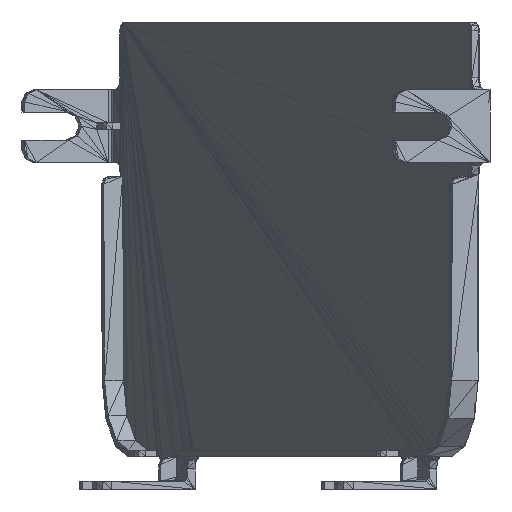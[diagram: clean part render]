
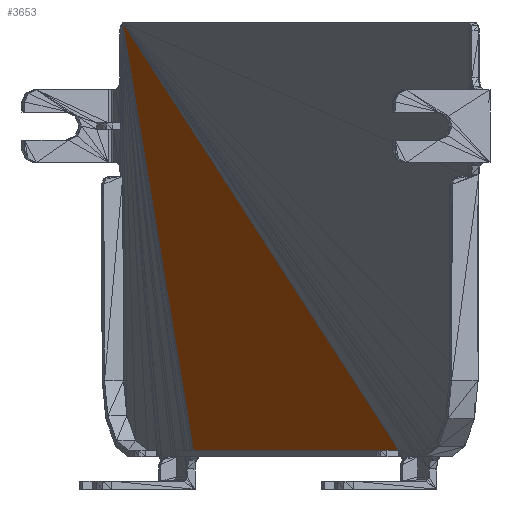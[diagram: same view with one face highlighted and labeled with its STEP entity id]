
A CAD part, front view. The second image highlights one B-rep face of the part: STEP entity #3653.
In plain terms, the highlighted planar face has unit normal (-0.94, -0.342, 0).
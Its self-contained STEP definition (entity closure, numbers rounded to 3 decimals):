
#2667 = VERTEX_POINT('',#2668);
#2668 = CARTESIAN_POINT('',(-342.485,-6889.83,
    288.61));
#2715 = PLANE('',#2716);
#2716 = AXIS2_PLACEMENT_3D('',#2717,#2718,#2719);
#2717 = CARTESIAN_POINT('',(-306.313,-6989.211,
    233.867));
#2718 = DIRECTION('',(-0.94,-0.342,
    0.));
#2719 = DIRECTION('',(0.342,-0.94,0.)
  );
#2810 = EDGE_CURVE('',#2667,#2811,#2813,.T.);
#2811 = VERTEX_POINT('',#2812);
#2812 = CARTESIAN_POINT('',(-274.181,-7077.493,
    182.81));
#2813 = SURFACE_CURVE('',#2814,(#2818,#2825),.PCURVE_S1.);
#2814 = LINE('',#2815,#2816);
#2815 = CARTESIAN_POINT('',(-342.485,-6889.83,
    288.61));
#2816 = VECTOR('',#2817,1.);
#2817 = DIRECTION('',(0.302,-0.83,-0.468));
#2818 = PCURVE('',#2715,#2819);
#2819 = DEFINITIONAL_REPRESENTATION('',(#2820),#2824);
#2820 = LINE('',#2821,#2822);
#2821 = CARTESIAN_POINT('',(-105.759,54.744));
#2822 = VECTOR('',#2823,1.);
#2823 = DIRECTION('',(0.884,-0.468));
#2824 = ( GEOMETRIC_REPRESENTATION_CONTEXT(2) 
PARAMETRIC_REPRESENTATION_CONTEXT() REPRESENTATION_CONTEXT('2D SPACE',''
  ) );
#2825 = PCURVE('',#2826,#2831);
#2826 = PLANE('',#2827);
#2827 = AXIS2_PLACEMENT_3D('',#2828,#2829,#2830);
#2828 = CARTESIAN_POINT('',(-311.756,-6974.255,
    219.745));
#2829 = DIRECTION('',(-0.94,-0.342,
    0.));
#2830 = DIRECTION('',(0.342,-0.94,0.)
  );
#2831 = DEFINITIONAL_REPRESENTATION('',(#2832),#2836);
#2832 = LINE('',#2833,#2834);
#2833 = CARTESIAN_POINT('',(-89.844,68.865));
#2834 = VECTOR('',#2835,1.);
#2835 = DIRECTION('',(0.884,-0.468));
#2836 = ( GEOMETRIC_REPRESENTATION_CONTEXT(2) 
PARAMETRIC_REPRESENTATION_CONTEXT() REPRESENTATION_CONTEXT('2D SPACE',''
  ) );
#3653 = ADVANCED_FACE('',(#3654),#2826,.T.);
#3654 = FACE_BOUND('',#3655,.T.);
#3655 = EDGE_LOOP('',(#3656,#3657,#3685));
#3656 = ORIENTED_EDGE('',*,*,#2810,.F.);
#3657 = ORIENTED_EDGE('',*,*,#3658,.T.);
#3658 = EDGE_CURVE('',#2667,#3659,#3661,.T.);
#3659 = VERTEX_POINT('',#3660);
#3660 = CARTESIAN_POINT('',(-324.971,-6937.949,
    182.81));
#3661 = SURFACE_CURVE('',#3662,(#3666,#3673),.PCURVE_S1.);
#3662 = LINE('',#3663,#3664);
#3663 = CARTESIAN_POINT('',(-342.485,-6889.83,
    288.61));
#3664 = VECTOR('',#3665,1.);
#3665 = DIRECTION('',(0.149,-0.409,-0.9));
#3666 = PCURVE('',#2826,#3667);
#3667 = DEFINITIONAL_REPRESENTATION('',(#3668),#3672);
#3668 = LINE('',#3669,#3670);
#3669 = CARTESIAN_POINT('',(-89.844,68.865));
#3670 = VECTOR('',#3671,1.);
#3671 = DIRECTION('',(0.436,-0.9));
#3672 = ( GEOMETRIC_REPRESENTATION_CONTEXT(2) 
PARAMETRIC_REPRESENTATION_CONTEXT() REPRESENTATION_CONTEXT('2D SPACE',''
  ) );
#3673 = PCURVE('',#3674,#3679);
#3674 = PLANE('',#3675);
#3675 = AXIS2_PLACEMENT_3D('',#3676,#3677,#3678);
#3676 = CARTESIAN_POINT('',(-333.665,-6914.061,
    234.902));
#3677 = DIRECTION('',(-0.94,-0.342,
    0.));
#3678 = DIRECTION('',(0.342,-0.94,0.)
  );
#3679 = DEFINITIONAL_REPRESENTATION('',(#3680),#3684);
#3680 = LINE('',#3681,#3682);
#3681 = CARTESIAN_POINT('',(-25.786,53.708));
#3682 = VECTOR('',#3683,1.);
#3683 = DIRECTION('',(0.436,-0.9));
#3684 = ( GEOMETRIC_REPRESENTATION_CONTEXT(2) 
PARAMETRIC_REPRESENTATION_CONTEXT() REPRESENTATION_CONTEXT('2D SPACE',''
  ) );
#3685 = ORIENTED_EDGE('',*,*,#3686,.T.);
#3686 = EDGE_CURVE('',#3659,#2811,#3687,.T.);
#3687 = SURFACE_CURVE('',#3688,(#3692,#3699),.PCURVE_S1.);
#3688 = LINE('',#3689,#3690);
#3689 = CARTESIAN_POINT('',(-324.971,-6937.949,
    182.81));
#3690 = VECTOR('',#3691,1.);
#3691 = DIRECTION('',(0.342,-0.94,0.));
#3692 = PCURVE('',#2826,#3693);
#3693 = DEFINITIONAL_REPRESENTATION('',(#3694),#3698);
#3694 = LINE('',#3695,#3696);
#3695 = CARTESIAN_POINT('',(-38.637,-36.935));
#3696 = VECTOR('',#3697,1.);
#3697 = DIRECTION('',(1.,0.));
#3698 = ( GEOMETRIC_REPRESENTATION_CONTEXT(2) 
PARAMETRIC_REPRESENTATION_CONTEXT() REPRESENTATION_CONTEXT('2D SPACE',''
  ) );
#3699 = PCURVE('',#3700,#3705);
#3700 = PLANE('',#3701);
#3701 = AXIS2_PLACEMENT_3D('',#3702,#3703,#3704);
#3702 = CARTESIAN_POINT('',(-301.908,-7008.57,
    182.81));
#3703 = DIRECTION('',(0.,0.,1.));
#3704 = DIRECTION('',(1.,0.,0.));
#3705 = DEFINITIONAL_REPRESENTATION('',(#3706),#3710);
#3706 = LINE('',#3707,#3708);
#3707 = CARTESIAN_POINT('',(-23.063,70.621));
#3708 = VECTOR('',#3709,1.);
#3709 = DIRECTION('',(0.342,-0.94));
#3710 = ( GEOMETRIC_REPRESENTATION_CONTEXT(2) 
PARAMETRIC_REPRESENTATION_CONTEXT() REPRESENTATION_CONTEXT('2D SPACE',''
  ) );
